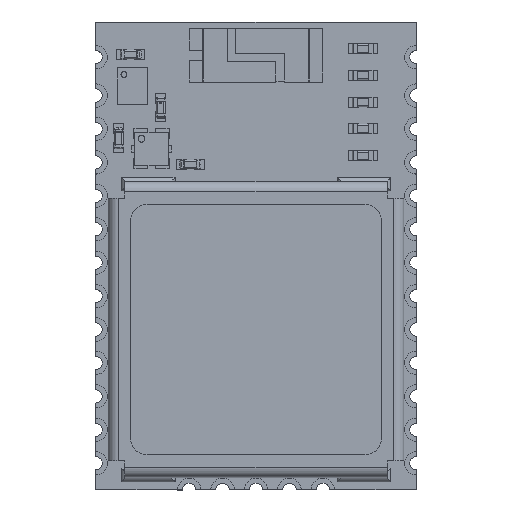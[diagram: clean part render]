
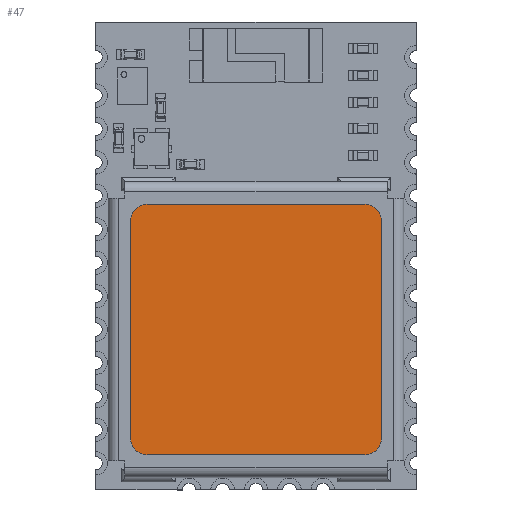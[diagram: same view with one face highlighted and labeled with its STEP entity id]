
A CAD part, top view. The second image highlights one B-rep face of the part: STEP entity #47.
In plain terms, the highlighted face is planar.
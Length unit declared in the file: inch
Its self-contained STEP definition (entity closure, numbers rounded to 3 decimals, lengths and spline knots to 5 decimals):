
#47 = ADVANCED_FACE ( 'N', ( #19080 ), #810, .F. ) ;
#149 = ORIENTED_EDGE ( 'NONE', *, *, #7355, .T. ) ;
#451 = DIRECTION ( 'NONE',  ( 0., -1., 0. ) ) ;
#810 = PLANE ( 'NONE',  #26093 ) ;
#878 = VECTOR ( 'NONE', #40400, 39.37008 ) ;
#2205 = ORIENTED_EDGE ( 'NONE', *, *, #26698, .F. ) ;
#2227 = ORIENTED_EDGE ( 'NONE', *, *, #6361, .T. ) ;
#2374 = EDGE_CURVE ( 'NONE', #14612, #34643, #39181, .T. ) ;
#3259 = CARTESIAN_POINT ( 'NONE',  ( 0.12795, 0.00197, -0.12795 ) ) ;
#3523 = EDGE_CURVE ( 'NONE', #6657, #34643, #26482, .T. ) ;
#3662 = AXIS2_PLACEMENT_3D ( 'NONE', #3259, #7390, #21505 ) ;
#3735 = CIRCLE ( 'NONE', #9652, 0.01969 ) ;
#5949 = DIRECTION ( 'NONE',  ( 1., 0., 0. ) ) ;
#6172 = CARTESIAN_POINT ( 'NONE',  ( -0.12795, 0.00197, 0.14764 ) ) ;
#6361 = EDGE_CURVE ( 'NONE', #6657, #40048, #16556, .T. ) ;
#6657 = VERTEX_POINT ( 'NONE', #29871 ) ;
#7355 = EDGE_CURVE ( 'NONE', #13425, #36789, #30451, .T. ) ;
#7390 = DIRECTION ( 'NONE',  ( 0., -1., 0. ) ) ;
#8201 = LINE ( 'NONE', #25715, #878 ) ;
#9412 = CARTESIAN_POINT ( 'NONE',  ( -0.12795, 0.00197, 0.12795 ) ) ;
#9652 = AXIS2_PLACEMENT_3D ( 'NONE', #32171, #451, #42822 ) ;
#10614 = VECTOR ( 'NONE', #44786, 39.37008 ) ;
#11511 = CARTESIAN_POINT ( 'NONE',  ( -0.12795, 0.00197, -0.14764 ) ) ;
#12237 = VECTOR ( 'NONE', #5949, 39.37008 ) ;
#13425 = VERTEX_POINT ( 'NONE', #45495 ) ;
#14612 = VERTEX_POINT ( 'NONE', #34640 ) ;
#15641 = EDGE_CURVE ( 'NONE', #14612, #36789, #31143, .T. ) ;
#16556 = LINE ( 'NONE', #27783, #10614 ) ;
#17197 = CARTESIAN_POINT ( 'NONE',  ( 0.14764, 0.00197, 0.12795 ) ) ;
#19080 = FACE_OUTER_BOUND ( 'NONE', #38311, .T. ) ;
#19233 = CARTESIAN_POINT ( 'NONE',  ( 0.14764, 0.00197, -0.12795 ) ) ;
#19888 = EDGE_CURVE ( 'NONE', #21312, #39867, #8201, .T. ) ;
#20040 = DIRECTION ( 'NONE',  ( 0., -1., 0. ) ) ;
#20073 = CARTESIAN_POINT ( 'NONE',  ( -0.14764, 0.00197, 0.12795 ) ) ;
#21312 = VERTEX_POINT ( 'NONE', #43402 ) ;
#21505 = DIRECTION ( 'NONE',  ( 0., 0., -1. ) ) ;
#21537 = DIRECTION ( 'NONE',  ( 0., 0., -1. ) ) ;
#21714 = ORIENTED_EDGE ( 'NONE', *, *, #3523, .F. ) ;
#22833 = CARTESIAN_POINT ( 'NONE',  ( 0.12795, 0.00197, 0.14764 ) ) ;
#23254 = DIRECTION ( 'NONE',  ( 0., 0., -1. ) ) ;
#24068 = ORIENTED_EDGE ( 'NONE', *, *, #15641, .F. ) ;
#25494 = DIRECTION ( 'NONE',  ( 0., -1., 0. ) ) ;
#25715 = CARTESIAN_POINT ( 'NONE',  ( -0.14764, 0.00197, 0.12795 ) ) ;
#25717 = CARTESIAN_POINT ( 'NONE',  ( 0.12795, 0.00197, -0.12795 ) ) ;
#26093 = AXIS2_PLACEMENT_3D ( 'NONE', #25717, #25494, #28734 ) ;
#26482 = CIRCLE ( 'NONE', #3662, 0.01969 ) ;
#26698 = EDGE_CURVE ( 'NONE', #21312, #40048, #3735, .T. ) ;
#27783 = CARTESIAN_POINT ( 'NONE',  ( -0.12795, 0.00197, -0.14764 ) ) ;
#28734 = DIRECTION ( 'NONE',  ( 0., 0., -1. ) ) ;
#29308 = ORIENTED_EDGE ( 'NONE', *, *, #41670, .F. ) ;
#29360 = DIRECTION ( 'NONE',  ( 0., -1., 0. ) ) ;
#29871 = CARTESIAN_POINT ( 'NONE',  ( 0.12795, 0.00197, -0.14764 ) ) ;
#29878 = AXIS2_PLACEMENT_3D ( 'NONE', #9412, #20040, #23254 ) ;
#30451 = LINE ( 'NONE', #6172, #12237 ) ;
#30645 = ORIENTED_EDGE ( 'NONE', *, *, #19888, .T. ) ;
#31143 = CIRCLE ( 'NONE', #37881, 0.01969 ) ;
#32171 = CARTESIAN_POINT ( 'NONE',  ( -0.12795, 0.00197, -0.12795 ) ) ;
#32398 = ORIENTED_EDGE ( 'NONE', *, *, #2374, .T. ) ;
#32446 = CARTESIAN_POINT ( 'NONE',  ( 0.12795, 0.00197, 0.12795 ) ) ;
#32841 = VECTOR ( 'NONE', #21537, 39.37008 ) ;
#34640 = CARTESIAN_POINT ( 'NONE',  ( 0.14764, 0.00197, 0.12795 ) ) ;
#34643 = VERTEX_POINT ( 'NONE', #19233 ) ;
#36789 = VERTEX_POINT ( 'NONE', #22833 ) ;
#37881 = AXIS2_PLACEMENT_3D ( 'NONE', #32446, #29360, #43553 ) ;
#38311 = EDGE_LOOP ( 'NONE', ( #30645, #29308, #149, #24068, #32398, #21714, #2227, #2205 ) ) ;
#39181 = LINE ( 'NONE', #17197, #32841 ) ;
#39867 = VERTEX_POINT ( 'NONE', #20073 ) ;
#40048 = VERTEX_POINT ( 'NONE', #11511 ) ;
#40400 = DIRECTION ( 'NONE',  ( 0., 0., 1. ) ) ;
#41670 = EDGE_CURVE ( 'NONE', #13425, #39867, #45458, .T. ) ;
#42822 = DIRECTION ( 'NONE',  ( 0., 0., -1. ) ) ;
#43402 = CARTESIAN_POINT ( 'NONE',  ( -0.14764, 0.00197, -0.12795 ) ) ;
#43553 = DIRECTION ( 'NONE',  ( 0., 0., -1. ) ) ;
#44786 = DIRECTION ( 'NONE',  ( -1., 0., 0. ) ) ;
#45458 = CIRCLE ( 'NONE', #29878, 0.01969 ) ;
#45495 = CARTESIAN_POINT ( 'NONE',  ( -0.12795, 0.00197, 0.14764 ) ) ;
